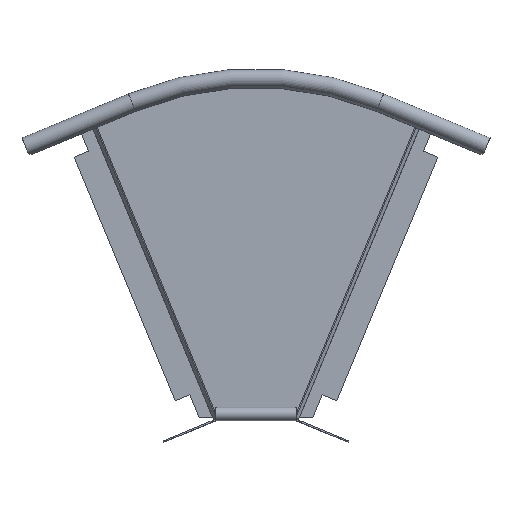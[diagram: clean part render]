
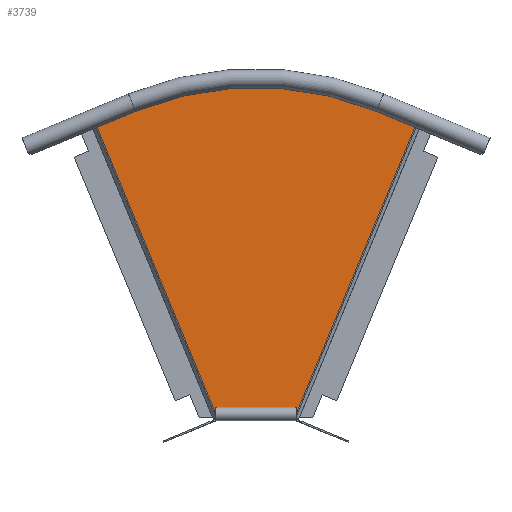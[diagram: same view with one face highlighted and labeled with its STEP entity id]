
A CAD part, top view. The second image highlights one B-rep face of the part: STEP entity #3739.
In plain terms, the highlighted planar face has unit normal (0, 0, 1).
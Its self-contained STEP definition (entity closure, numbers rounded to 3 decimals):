
#2978=DIRECTION('',(0.383,0.924,0.));
#2979=VECTOR('',#2978,295.636);
#2980=CARTESIAN_POINT('',(34.521,0.,0.));
#2981=LINE('',#2980,#2979);
#2991=CARTESIAN_POINT('',(0.003,13.906,0.));
#2992=DIRECTION('',(0.,0.,1.));
#2993=DIRECTION('',(0.,1.,0.));
#2994=AXIS2_PLACEMENT_3D('',#2991,#2992,#2993);
#2996=CARTESIAN_POINT('',(-0.003,13.906,0.));
#2997=DIRECTION('',(0.,0.,1.));
#2998=DIRECTION('',(0.383,0.924,0.));
#2999=AXIS2_PLACEMENT_3D('',#2996,#2997,#2998);
#3046=DIRECTION('',(-0.924,0.383,0.));
#3047=VECTOR('',#3046,37.217);
#3048=CARTESIAN_POINT('',(147.656,273.132,0.));
#3049=LINE('',#3048,#3047);
#3062=DIRECTION('',(-0.924,-0.383,0.));
#3063=VECTOR('',#3062,37.217);
#3064=CARTESIAN_POINT('',(-113.272,287.374,0.));
#3065=LINE('',#3064,#3063);
#3111=DIRECTION('',(0.383,-0.924,0.));
#3112=VECTOR('',#3111,295.636);
#3113=CARTESIAN_POINT('',(-147.656,273.132,0.));
#3114=LINE('',#3113,#3112);
#3124=DIRECTION('',(-1.,0.,0.));
#3125=VECTOR('',#3124,69.042);
#3126=CARTESIAN_POINT('',(34.521,0.,0.));
#3127=LINE('',#3126,#3125);
#3264=CARTESIAN_POINT('',(-113.272,287.374,0.));
#3266=VERTEX_POINT('',#3264);
#3267=CARTESIAN_POINT('',(0.,309.906,0.));
#3268=VERTEX_POINT('',#3267);
#3325=CARTESIAN_POINT('',(113.272,287.374,0.));
#3326=VERTEX_POINT('',#3325);
#3327=CARTESIAN_POINT('',(34.521,0.,0.));
#3329=VERTEX_POINT('',#3327);
#3352=CARTESIAN_POINT('',(-34.521,0.,0.));
#3353=VERTEX_POINT('',#3352);
#3374=CARTESIAN_POINT('',(-147.656,273.132,0.));
#3375=VERTEX_POINT('',#3374);
#3394=CARTESIAN_POINT('',(147.656,273.132,0.));
#3395=VERTEX_POINT('',#3394);
#3719=CARTESIAN_POINT('',(0.003,13.906,0.));
#3720=DIRECTION('',(0.,0.,-1.));
#3721=DIRECTION('',(-1.,0.,0.));
#3722=AXIS2_PLACEMENT_3D('',#3719,#3720,#3721);
#3723=PLANE('',#3722);
#3725=ORIENTED_EDGE('',*,*,#3724,.F.);
#3726=ORIENTED_EDGE('',*,*,#3707,.F.);
#3728=ORIENTED_EDGE('',*,*,#3727,.T.);
#3730=ORIENTED_EDGE('',*,*,#3729,.F.);
#3732=ORIENTED_EDGE('',*,*,#3731,.F.);
#3734=ORIENTED_EDGE('',*,*,#3733,.F.);
#3736=ORIENTED_EDGE('',*,*,#3735,.F.);
#3737=EDGE_LOOP('',(#3725,#3726,#3728,#3730,#3732,#3734,#3736));
#3738=FACE_OUTER_BOUND('',#3737,.F.);
#3739=ADVANCED_FACE('',(#3738),#3723,.F.);
#2995=CIRCLE('',#2994,296.);
#3000=CIRCLE('',#2999,296.);
#3707=EDGE_CURVE('',#3329,#3395,#2981,.T.);
#3724=EDGE_CURVE('',#3395,#3326,#3049,.T.);
#3727=EDGE_CURVE('',#3329,#3353,#3127,.T.);
#3729=EDGE_CURVE('',#3375,#3353,#3114,.T.);
#3731=EDGE_CURVE('',#3266,#3375,#3065,.T.);
#3733=EDGE_CURVE('',#3268,#3266,#2995,.T.);
#3735=EDGE_CURVE('',#3326,#3268,#3000,.T.);
